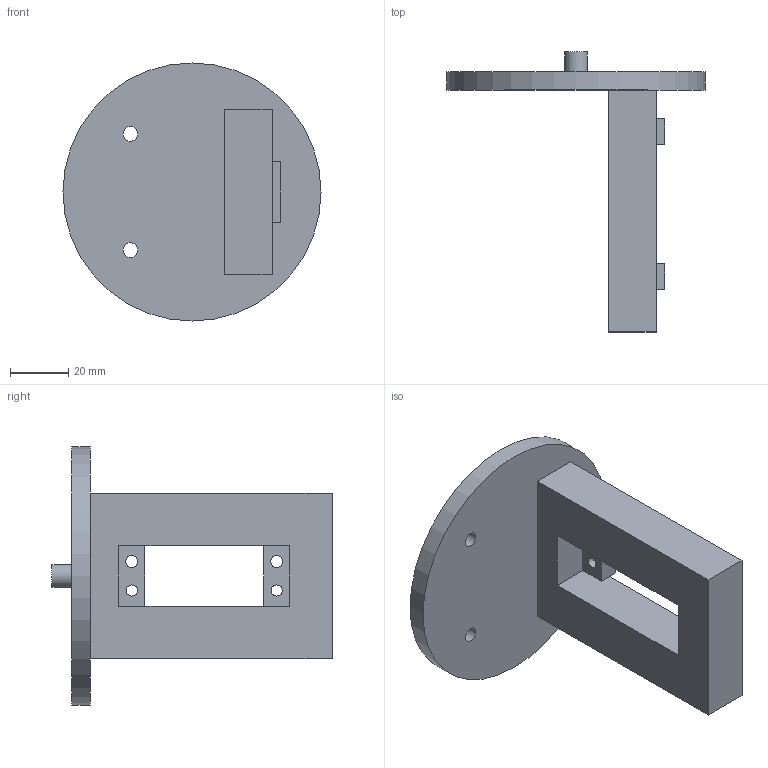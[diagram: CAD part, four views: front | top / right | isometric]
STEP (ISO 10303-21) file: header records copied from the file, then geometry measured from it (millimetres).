
FILE_DESCRIPTION(/* description */ ('STEP AP242','CAx-IF Rec.Pracs.---Representation and Presentation of Product Manufacturing Information (PMI)---4.0---2014-10-13','CAx-IF Rec.Pracs.---3D Tessellated Geometry---0.4---2014-09-14','2;1','CAx-IF Rec.Pracs.---User Defined Attributes---1.5---2016-08-15'),/* implementation_level */ '2;1');
FILE_NAME(/* name */ '69112b3bbef6f3e6e8224fc1',/* time_stamp */ '2025-11-10T00:00:59Z',/* author */ (''),/* organization */ (''),/* preprocessor_version */ 'ST-DEVELOPER v20',/* originating_system */ 'ONSHAPE BY PTC INC, 1.206',/* authorisation */ ' ');
FILE_SCHEMA (('AP242_MANAGED_MODEL_BASED_3D_ENGINEERING_MIM_LF { 1 0 10303 442 1 1 4 }'));
Length unit declared in the file: metre
Products named in the file (1): Wrist Servo Mount
Bounding box: 88.9 x 96.52 x 88.9 mm (x, y, z)
Volume: 99778.7 mm3; surface area: 28109.6 mm2
Topology: 1 solids, 1 shells, 32 faces, 86 edges, 58 vertices
Faces by surface type: plane 24, cylinder 8
Full cylindrical faces by diameter (mm): 3.828 x2, 4.089 x2, 5.08 x2, 7.9 x1, 88.9 x1
Entity records: 958 total; most frequent: CARTESIAN_POINT 157, DIRECTION 154, ORIENTED_EDGE 144, EDGE_CURVE 72, LINE 56, VECTOR 56, EDGE_LOOP 56, FACE_BOUND 56
